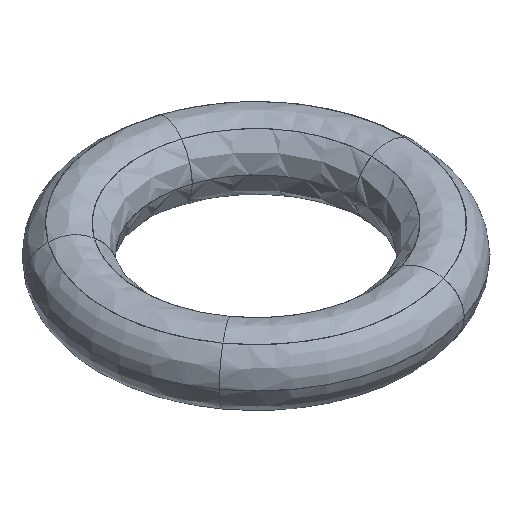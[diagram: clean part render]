
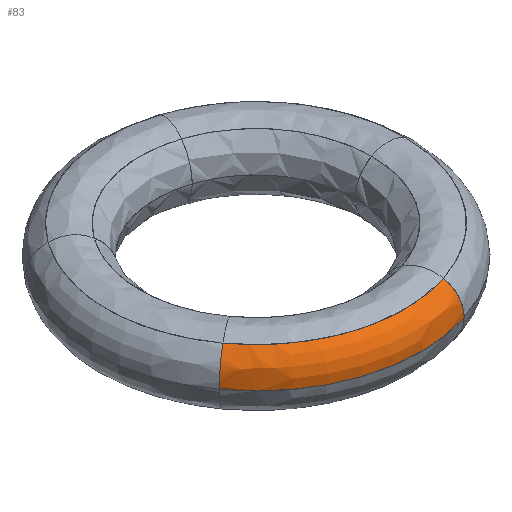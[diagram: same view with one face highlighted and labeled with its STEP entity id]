
A CAD part, isometric view. The second image highlights one B-rep face of the part: STEP entity #83.
In plain terms, the highlighted free-form (B-spline) face has degree [4, 4] with [5, 5] control points.
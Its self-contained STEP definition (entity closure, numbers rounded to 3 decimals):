
#83=ADVANCED_FACE('',(#113),#653,.T.);
#113=FACE_OUTER_BOUND('',#143,.T.);
#143=EDGE_LOOP('',(#206,#207,#208,#209));
#206=ORIENTED_EDGE('',*,*,#326,.T.);
#207=ORIENTED_EDGE('',*,*,#327,.T.);
#208=ORIENTED_EDGE('',*,*,#328,.T.);
#209=ORIENTED_EDGE('',*,*,#329,.T.);
#326=EDGE_CURVE('',#566,#567,#446,.T.);
#327=EDGE_CURVE('',#567,#568,#447,.T.);
#328=EDGE_CURVE('',#568,#569,#448,.T.);
#329=EDGE_CURVE('',#569,#566,#449,.T.);
#446=B_SPLINE_CURVE_WITH_KNOTS('',4,(#1334,#1335,#1336,#1337,#1338),
 .UNSPECIFIED.,.F.,.F.,(5,5),(0.,1.),.UNSPECIFIED.);
#447=B_SPLINE_CURVE_WITH_KNOTS('',4,(#1339,#1340,#1341,#1342,#1343),
 .UNSPECIFIED.,.F.,.F.,(5,5),(0.,1.),.UNSPECIFIED.);
#448=B_SPLINE_CURVE_WITH_KNOTS('',4,(#1344,#1345,#1346,#1347,#1348),
 .UNSPECIFIED.,.F.,.F.,(5,5),(-1.,0.),.UNSPECIFIED.);
#449=B_SPLINE_CURVE_WITH_KNOTS('',4,(#1349,#1350,#1351,#1352,#1353),
 .UNSPECIFIED.,.F.,.F.,(5,5),(-1.,0.),.UNSPECIFIED.);
#566=VERTEX_POINT('',#1330);
#567=VERTEX_POINT('',#1331);
#568=VERTEX_POINT('',#1332);
#569=VERTEX_POINT('',#1333);
#653=B_SPLINE_SURFACE_WITH_KNOTS('',4,4,((#1305,#1306,#1307,#1308,#1309),
(#1310,#1311,#1312,#1313,#1314),(#1315,#1316,#1317,#1318,#1319),(#1320,
#1321,#1322,#1323,#1324),(#1325,#1326,#1327,#1328,#1329)),.UNSPECIFIED.,
 .F.,.F.,.F.,(5,5),(5,5),(0.,1.),(0.,1.),.UNSPECIFIED.);
#1305=CARTESIAN_POINT('',(-2.018,-1.466,0.986));
#1306=CARTESIAN_POINT('',(-2.018,-1.466,1.117));
#1307=CARTESIAN_POINT('',(-1.982,-1.44,1.248));
#1308=CARTESIAN_POINT('',(-1.908,-1.387,1.352));
#1309=CARTESIAN_POINT('',(-1.817,-1.32,1.416));
#1310=CARTESIAN_POINT('',(-1.555,-2.104,0.986));
#1311=CARTESIAN_POINT('',(-1.555,-2.104,1.117));
#1312=CARTESIAN_POINT('',(-1.527,-2.066,1.248));
#1313=CARTESIAN_POINT('',(-1.47,-1.99,1.352));
#1314=CARTESIAN_POINT('',(-1.4,-1.894,1.416));
#1315=CARTESIAN_POINT('',(-0.829,-2.551,0.986));
#1316=CARTESIAN_POINT('',(-0.829,-2.551,1.117));
#1317=CARTESIAN_POINT('',(-0.814,-2.505,1.248));
#1318=CARTESIAN_POINT('',(-0.784,-2.412,1.352));
#1319=CARTESIAN_POINT('',(-0.746,-2.296,1.416));
#1320=CARTESIAN_POINT('',(0.021,-2.616,0.986));
#1321=CARTESIAN_POINT('',(0.021,-2.616,1.117));
#1322=CARTESIAN_POINT('',(0.021,-2.569,1.248));
#1323=CARTESIAN_POINT('',(0.02,-2.474,1.352));
#1324=CARTESIAN_POINT('',(0.019,-2.355,1.416));
#1325=CARTESIAN_POINT('',(0.771,-2.373,0.986));
#1326=CARTESIAN_POINT('',(0.771,-2.373,1.117));
#1327=CARTESIAN_POINT('',(0.757,-2.33,1.248));
#1328=CARTESIAN_POINT('',(0.729,-2.244,1.352));
#1329=CARTESIAN_POINT('',(0.694,-2.136,1.416));
#1330=CARTESIAN_POINT('',(-2.018,-1.466,0.986));
#1331=CARTESIAN_POINT('',(0.771,-2.373,0.986));
#1332=CARTESIAN_POINT('',(0.694,-2.136,1.416));
#1333=CARTESIAN_POINT('',(-1.817,-1.32,1.416));
#1334=CARTESIAN_POINT('',(-2.018,-1.466,0.986));
#1335=CARTESIAN_POINT('',(-1.555,-2.104,0.986));
#1336=CARTESIAN_POINT('',(-0.829,-2.551,0.986));
#1337=CARTESIAN_POINT('',(0.021,-2.616,0.986));
#1338=CARTESIAN_POINT('',(0.771,-2.373,0.986));
#1339=CARTESIAN_POINT('',(0.771,-2.373,0.986));
#1340=CARTESIAN_POINT('',(0.771,-2.373,1.117));
#1341=CARTESIAN_POINT('',(0.757,-2.33,1.248));
#1342=CARTESIAN_POINT('',(0.729,-2.244,1.352));
#1343=CARTESIAN_POINT('',(0.694,-2.136,1.416));
#1344=CARTESIAN_POINT('',(0.694,-2.136,1.416));
#1345=CARTESIAN_POINT('',(0.019,-2.355,1.416));
#1346=CARTESIAN_POINT('',(-0.746,-2.296,1.416));
#1347=CARTESIAN_POINT('',(-1.4,-1.894,1.416));
#1348=CARTESIAN_POINT('',(-1.817,-1.32,1.416));
#1349=CARTESIAN_POINT('',(-1.817,-1.32,1.416));
#1350=CARTESIAN_POINT('',(-1.908,-1.387,1.352));
#1351=CARTESIAN_POINT('',(-1.982,-1.44,1.248));
#1352=CARTESIAN_POINT('',(-2.018,-1.466,1.117));
#1353=CARTESIAN_POINT('',(-2.018,-1.466,0.986));
